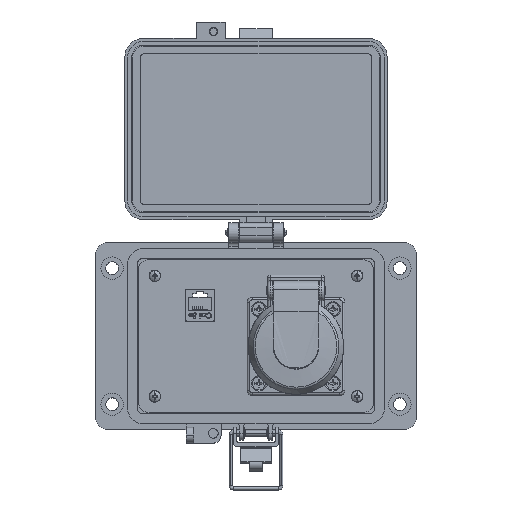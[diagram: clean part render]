
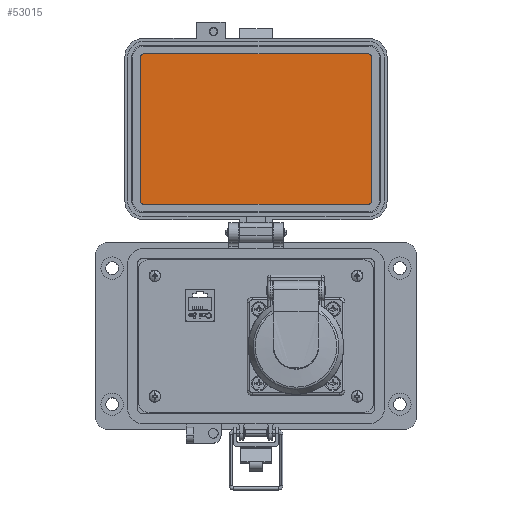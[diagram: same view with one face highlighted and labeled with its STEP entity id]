
A CAD part, top view. The second image highlights one B-rep face of the part: STEP entity #53015.
In plain terms, the highlighted planar face has unit normal (0, 0, 1).
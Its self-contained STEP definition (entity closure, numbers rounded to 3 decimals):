
#316 = CARTESIAN_POINT ( 'NONE',  ( 57.717, 67.765, 8.694 ) ) ;
#353 = EDGE_CURVE ( 'NONE', #32604, #33964, #5781, .T. ) ;
#1725 = CARTESIAN_POINT ( 'NONE',  ( -59.505, 143.334, 8.694 ) ) ;
#1870 = DIRECTION ( 'NONE',  ( 0., 0., -1. ) ) ;
#2024 = DIRECTION ( 'NONE',  ( 0., -1., 0. ) ) ;
#3139 = CARTESIAN_POINT ( 'NONE',  ( 59.502, 69.55, 8.694 ) ) ;
#3157 = VERTEX_POINT ( 'NONE', #47877 ) ;
#5082 = DIRECTION ( 'NONE',  ( 0., -1., 0. ) ) ;
#5781 = CIRCLE ( 'NONE', #32943, 1.785 ) ;
#7157 = CARTESIAN_POINT ( 'NONE',  ( -57.72, 69.55, 8.694 ) ) ;
#7599 = VERTEX_POINT ( 'NONE', #3139 ) ;
#9325 = DIRECTION ( 'NONE',  ( 0., 0., 1. ) ) ;
#9560 = ORIENTED_EDGE ( 'NONE', *, *, #18195, .F. ) ;
#10062 = VERTEX_POINT ( 'NONE', #1725 ) ;
#16600 = CARTESIAN_POINT ( 'NONE',  ( 57.717, 145.119, 8.694 ) ) ;
#18195 = EDGE_CURVE ( 'NONE', #33964, #10062, #57865, .T. ) ;
#18583 = ORIENTED_EDGE ( 'NONE', *, *, #50477, .F. ) ;
#19530 = FACE_OUTER_BOUND ( 'NONE', #64455, .T. ) ;
#21168 = ORIENTED_EDGE ( 'NONE', *, *, #62054, .F. ) ;
#22031 = VECTOR ( 'NONE', #37075, 1000. ) ;
#22774 = EDGE_CURVE ( 'NONE', #59307, #32604, #63883, .T. ) ;
#23171 = VECTOR ( 'NONE', #25584, 1000. ) ;
#23238 = CIRCLE ( 'NONE', #52365, 1.785 ) ;
#25221 = VERTEX_POINT ( 'NONE', #47572 ) ;
#25584 = DIRECTION ( 'NONE',  ( -1., 0., 0. ) ) ;
#26238 = CARTESIAN_POINT ( 'NONE',  ( -59.505, 69.55, 8.694 ) ) ;
#26310 = EDGE_CURVE ( 'NONE', #25221, #3157, #33527, .T. ) ;
#27297 = DIRECTION ( 'NONE',  ( 0., 0., -1. ) ) ;
#28631 = CARTESIAN_POINT ( 'NONE',  ( -59.505, 143.334, 8.694 ) ) ;
#28872 = ORIENTED_EDGE ( 'NONE', *, *, #61083, .F. ) ;
#29616 = CARTESIAN_POINT ( 'NONE',  ( -57.72, 145.119, 8.694 ) ) ;
#30741 = CARTESIAN_POINT ( 'NONE',  ( 59.502, 69.55, 8.694 ) ) ;
#32436 = CARTESIAN_POINT ( 'NONE',  ( 57.717, 69.55, 8.694 ) ) ;
#32604 = VERTEX_POINT ( 'NONE', #60639 ) ;
#32608 = DIRECTION ( 'NONE',  ( 0., 0., -1. ) ) ;
#32943 = AXIS2_PLACEMENT_3D ( 'NONE', #7157, #63196, #47935 ) ;
#33527 = CIRCLE ( 'NONE', #63913, 1.785 ) ;
#33964 = VERTEX_POINT ( 'NONE', #26238 ) ;
#34407 = AXIS2_PLACEMENT_3D ( 'NONE', #32436, #1870, #37548 ) ;
#35383 = ORIENTED_EDGE ( 'NONE', *, *, #353, .F. ) ;
#35525 = LINE ( 'NONE', #16600, #22031 ) ;
#37075 = DIRECTION ( 'NONE',  ( 1., 0., 0. ) ) ;
#37529 = AXIS2_PLACEMENT_3D ( 'NONE', #60191, #9325, #44956 ) ;
#37548 = DIRECTION ( 'NONE',  ( 0., -1., 0. ) ) ;
#39448 = LINE ( 'NONE', #30741, #51408 ) ;
#39628 = PLANE ( 'NONE',  #37529 ) ;
#40473 = CARTESIAN_POINT ( 'NONE',  ( -57.72, 67.765, 8.694 ) ) ;
#44259 = VECTOR ( 'NONE', #59624, 1000. ) ;
#44956 = DIRECTION ( 'NONE',  ( 0., -1., 0. ) ) ;
#47572 = CARTESIAN_POINT ( 'NONE',  ( 57.717, 145.119, 8.694 ) ) ;
#47877 = CARTESIAN_POINT ( 'NONE',  ( 59.502, 143.334, 8.694 ) ) ;
#47935 = DIRECTION ( 'NONE',  ( 0., -1., 0. ) ) ;
#49779 = EDGE_CURVE ( 'NONE', #7599, #59307, #50373, .T. ) ;
#50373 = CIRCLE ( 'NONE', #34407, 1.785 ) ;
#50477 = EDGE_CURVE ( 'NONE', #10062, #59190, #23238, .T. ) ;
#51408 = VECTOR ( 'NONE', #5082, 1000. ) ;
#52365 = AXIS2_PLACEMENT_3D ( 'NONE', #63203, #32608, #2024 ) ;
#53015 = ADVANCED_FACE ( 'NONE', ( #19530 ), #39628, .T. ) ;
#57236 = ORIENTED_EDGE ( 'NONE', *, *, #26310, .F. ) ;
#57801 = CARTESIAN_POINT ( 'NONE',  ( 57.717, 143.334, 8.694 ) ) ;
#57865 = LINE ( 'NONE', #28631, #44259 ) ;
#59190 = VERTEX_POINT ( 'NONE', #29616 ) ;
#59307 = VERTEX_POINT ( 'NONE', #316 ) ;
#59624 = DIRECTION ( 'NONE',  ( 0., 1., 0. ) ) ;
#60191 = CARTESIAN_POINT ( 'NONE',  ( -30.745, 145.119, 8.694 ) ) ;
#60639 = CARTESIAN_POINT ( 'NONE',  ( -57.72, 67.765, 8.694 ) ) ;
#61083 = EDGE_CURVE ( 'NONE', #59190, #25221, #35525, .T. ) ;
#61779 = ORIENTED_EDGE ( 'NONE', *, *, #49779, .F. ) ;
#62054 = EDGE_CURVE ( 'NONE', #3157, #7599, #39448, .T. ) ;
#62975 = DIRECTION ( 'NONE',  ( 0., -1., 0. ) ) ;
#63196 = DIRECTION ( 'NONE',  ( 0., 0., -1. ) ) ;
#63203 = CARTESIAN_POINT ( 'NONE',  ( -57.72, 143.334, 8.694 ) ) ;
#63883 = LINE ( 'NONE', #40473, #23171 ) ;
#63913 = AXIS2_PLACEMENT_3D ( 'NONE', #57801, #27297, #62975 ) ;
#64455 = EDGE_LOOP ( 'NONE', ( #18583, #9560, #35383, #65144, #61779, #21168, #57236, #28872 ) ) ;
#65144 = ORIENTED_EDGE ( 'NONE', *, *, #22774, .F. ) ;
